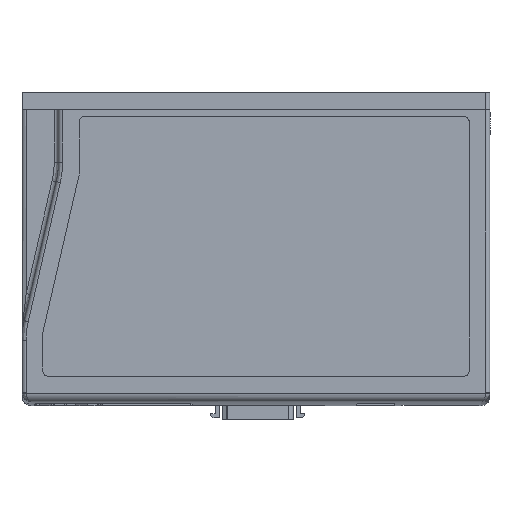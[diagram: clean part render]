
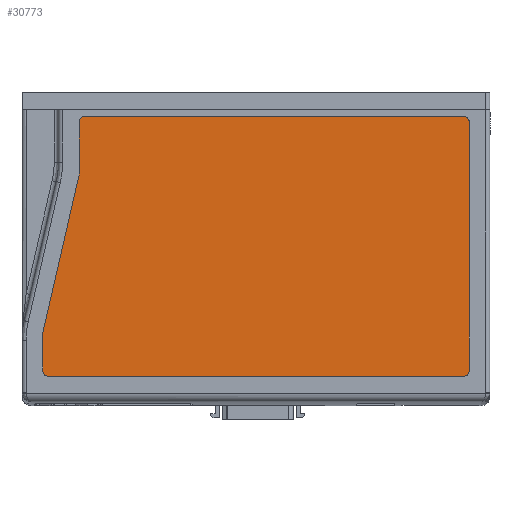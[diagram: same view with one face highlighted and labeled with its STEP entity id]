
A CAD part, front view. The second image highlights one B-rep face of the part: STEP entity #30773.
In plain terms, the highlighted face is planar.
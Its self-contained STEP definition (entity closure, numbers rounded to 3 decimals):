
#4117 = EDGE_LOOP ( 'NONE', ( #56038, #56039, #56041, #56035, #56042, #56043, #56044, #56045, #56046, #56047, #56048 ) ) ;
#11967 = PLANE ( 'NONE',  #74537 ) ;
#11968 = CARTESIAN_POINT ( 'NONE',  ( 60., 31., -10. ) ) ;
#11969 = DIRECTION ( 'NONE',  ( 0., 1., 0. ) ) ;
#11970 = DIRECTION ( 'NONE',  ( 0., 0., 1. ) ) ;
#12989 = VECTOR ( 'NONE', #16101, 1000. ) ;
#12993 = CIRCLE ( 'NONE', #12999, 5. ) ;
#12995 = VECTOR ( 'NONE', #16141, 1000. ) ;
#12999 = AXIS2_PLACEMENT_3D ( 'NONE', #16162, #16164, #16166 ) ;
#13024 = VECTOR ( 'NONE', #16297, 1000. ) ;
#13028 = VECTOR ( 'NONE', #16325, 1000. ) ;
#13055 = CIRCLE ( 'NONE', #13057, 1.5 ) ;
#13057 = AXIS2_PLACEMENT_3D ( 'NONE', #16427, #16428, #16429 ) ;
#13075 = CIRCLE ( 'NONE', #13093, 1.5 ) ;
#13088 = CIRCLE ( 'NONE', #13090, 1.5 ) ;
#13089 = VECTOR ( 'NONE', #16516, 1000. ) ;
#13090 = AXIS2_PLACEMENT_3D ( 'NONE', #16517, #16518, #16519 ) ;
#13092 = VECTOR ( 'NONE', #16521, 1000. ) ;
#13093 = AXIS2_PLACEMENT_3D ( 'NONE', #16522, #16523, #16524 ) ;
#13098 = CIRCLE ( 'NONE', #13104, 1.5 ) ;
#13104 = AXIS2_PLACEMENT_3D ( 'NONE', #16559, #16560, #16561 ) ;
#13298 = LINE ( 'NONE', #16100, #12989 ) ;
#13312 = LINE ( 'NONE', #16139, #12995 ) ;
#13344 = LINE ( 'NONE', #16295, #13024 ) ;
#13348 = LINE ( 'NONE', #16323, #13028 ) ;
#13408 = LINE ( 'NONE', #16515, #13089 ) ;
#13411 = LINE ( 'NONE', #16520, #13092 ) ;
#16100 = CARTESIAN_POINT ( 'NONE',  ( -51., 31., -10. ) ) ;
#16101 = DIRECTION ( 'NONE',  ( 0., 0., 1. ) ) ;
#16139 = CARTESIAN_POINT ( 'NONE',  ( -61.5, 31., -10. ) ) ;
#16141 = DIRECTION ( 'NONE',  ( 0., 0., 1. ) ) ;
#16162 = CARTESIAN_POINT ( 'NONE',  ( -56., 31., -67.286 ) ) ;
#16164 = DIRECTION ( 'NONE',  ( 0., -1., 0. ) ) ;
#16166 = DIRECTION ( 'NONE',  ( 0., 0., 1. ) ) ;
#16295 = CARTESIAN_POINT ( 'NONE',  ( 61.5, 31., -10. ) ) ;
#16297 = DIRECTION ( 'NONE',  ( 0., 0., -1. ) ) ;
#16323 = CARTESIAN_POINT ( 'NONE',  ( 60., 31., -8.5 ) ) ;
#16325 = DIRECTION ( 'NONE',  ( 1., 0., 0. ) ) ;
#16427 = CARTESIAN_POINT ( 'NONE',  ( -60., 31., -10. ) ) ;
#16428 = DIRECTION ( 'NONE',  ( 0., 1., 0. ) ) ;
#16429 = DIRECTION ( 'NONE',  ( 0., 0., 1. ) ) ;
#16515 = CARTESIAN_POINT ( 'NONE',  ( 60., 31., -83.4 ) ) ;
#16516 = DIRECTION ( 'NONE',  ( -1., 0., 0. ) ) ;
#16517 = CARTESIAN_POINT ( 'NONE',  ( 60., 31., -81.9 ) ) ;
#16518 = DIRECTION ( 'NONE',  ( 0., 1., 0. ) ) ;
#16519 = DIRECTION ( 'NONE',  ( 0., 0., 1. ) ) ;
#16520 = CARTESIAN_POINT ( 'NONE',  ( -51.127, 31., -66.166 ) ) ;
#16521 = DIRECTION ( 'NONE',  ( -0.224, 0., 0.975 ) ) ;
#16522 = CARTESIAN_POINT ( 'NONE',  ( -49.5, 31., -81.9 ) ) ;
#16523 = DIRECTION ( 'NONE',  ( 0., 1., 0. ) ) ;
#16524 = DIRECTION ( 'NONE',  ( 0., 0., 1. ) ) ;
#16559 = CARTESIAN_POINT ( 'NONE',  ( 60., 31., -10. ) ) ;
#16560 = DIRECTION ( 'NONE',  ( 0., 1., 0. ) ) ;
#16561 = DIRECTION ( 'NONE',  ( 0., 0., 1. ) ) ;
#27984 = CARTESIAN_POINT ( 'NONE',  ( 60., 31., -8.5 ) ) ;
#27985 = CARTESIAN_POINT ( 'NONE',  ( -60., 31., -8.5 ) ) ;
#27986 = CARTESIAN_POINT ( 'NONE',  ( 61.5, 31., -10. ) ) ;
#27987 = CARTESIAN_POINT ( 'NONE',  ( 61.5, 31., -81.9 ) ) ;
#27988 = CARTESIAN_POINT ( 'NONE',  ( 60., 31., -83.4 ) ) ;
#27989 = CARTESIAN_POINT ( 'NONE',  ( -49.5, 31., -83.4 ) ) ;
#27990 = CARTESIAN_POINT ( 'NONE',  ( -51., 31., -81.9 ) ) ;
#27991 = CARTESIAN_POINT ( 'NONE',  ( -51., 31., -67.286 ) ) ;
#27992 = CARTESIAN_POINT ( 'NONE',  ( -51.127, 31., -66.166 ) ) ;
#27993 = CARTESIAN_POINT ( 'NONE',  ( -61.5, 31., -21.067 ) ) ;
#27994 = CARTESIAN_POINT ( 'NONE',  ( -61.5, 31., -10. ) ) ;
#30773 = ADVANCED_FACE ( 'NONE', ( #73081 ), #11967, .T. ) ;
#35675 = EDGE_CURVE ( 'NONE', #68747, #68749, #13298, .T. ) ;
#35689 = EDGE_CURVE ( 'NONE', #68753, #68755, #13312, .T. ) ;
#35698 = EDGE_CURVE ( 'NONE', #68749, #68751, #12993, .T. ) ;
#35746 = EDGE_CURVE ( 'NONE', #68739, #68741, #13344, .T. ) ;
#35755 = EDGE_CURVE ( 'NONE', #68737, #68735, #13348, .T. ) ;
#35815 = EDGE_CURVE ( 'NONE', #68755, #68737, #13055, .T. ) ;
#35881 = EDGE_CURVE ( 'NONE', #68743, #68745, #13408, .T. ) ;
#35883 = EDGE_CURVE ( 'NONE', #68741, #68743, #13088, .T. ) ;
#35886 = EDGE_CURVE ( 'NONE', #68751, #68753, #13411, .T. ) ;
#35888 = EDGE_CURVE ( 'NONE', #68745, #68747, #13075, .T. ) ;
#35915 = EDGE_CURVE ( 'NONE', #68735, #68739, #13098, .T. ) ;
#56035 = ORIENTED_EDGE ( 'NONE', *, *, #35915, .T. ) ;
#56038 = ORIENTED_EDGE ( 'NONE', *, *, #35689, .T. ) ;
#56039 = ORIENTED_EDGE ( 'NONE', *, *, #35815, .T. ) ;
#56041 = ORIENTED_EDGE ( 'NONE', *, *, #35755, .T. ) ;
#56042 = ORIENTED_EDGE ( 'NONE', *, *, #35746, .T. ) ;
#56043 = ORIENTED_EDGE ( 'NONE', *, *, #35883, .T. ) ;
#56044 = ORIENTED_EDGE ( 'NONE', *, *, #35881, .T. ) ;
#56045 = ORIENTED_EDGE ( 'NONE', *, *, #35888, .T. ) ;
#56046 = ORIENTED_EDGE ( 'NONE', *, *, #35675, .T. ) ;
#56047 = ORIENTED_EDGE ( 'NONE', *, *, #35698, .T. ) ;
#56048 = ORIENTED_EDGE ( 'NONE', *, *, #35886, .T. ) ;
#68735 = VERTEX_POINT ( 'NONE', #27984 ) ;
#68737 = VERTEX_POINT ( 'NONE', #27985 ) ;
#68739 = VERTEX_POINT ( 'NONE', #27986 ) ;
#68741 = VERTEX_POINT ( 'NONE', #27987 ) ;
#68743 = VERTEX_POINT ( 'NONE', #27988 ) ;
#68745 = VERTEX_POINT ( 'NONE', #27989 ) ;
#68747 = VERTEX_POINT ( 'NONE', #27990 ) ;
#68749 = VERTEX_POINT ( 'NONE', #27991 ) ;
#68751 = VERTEX_POINT ( 'NONE', #27992 ) ;
#68753 = VERTEX_POINT ( 'NONE', #27993 ) ;
#68755 = VERTEX_POINT ( 'NONE', #27994 ) ;
#73081 = FACE_OUTER_BOUND ( 'NONE', #4117, .T. ) ;
#74537 = AXIS2_PLACEMENT_3D ( 'NONE', #11968, #11969, #11970 ) ;
